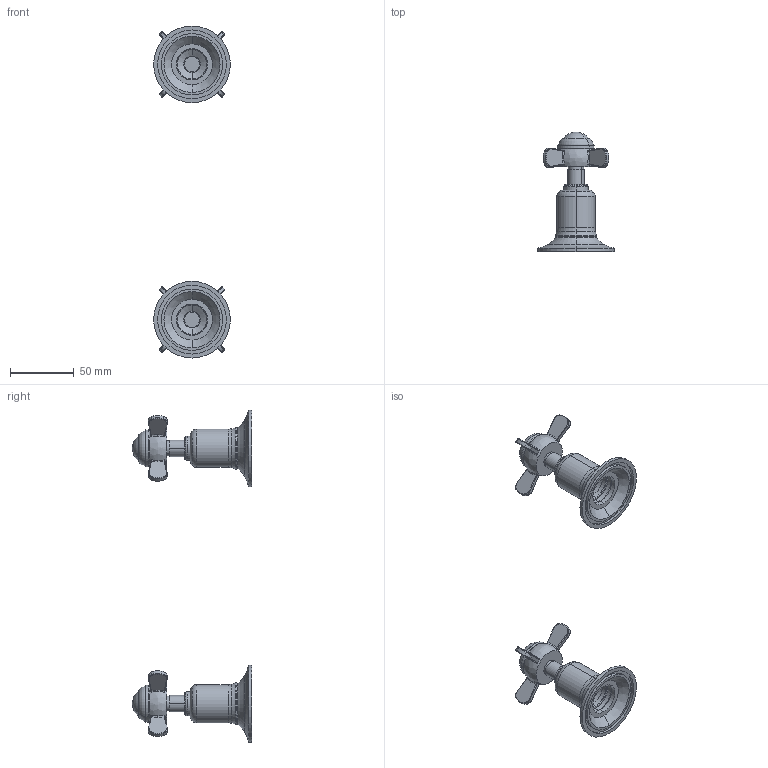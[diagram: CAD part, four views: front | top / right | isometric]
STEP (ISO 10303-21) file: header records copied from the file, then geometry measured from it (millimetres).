
FILE_DESCRIPTION((''),'2;1');
FILE_NAME('98089_ASM','2018-08-12T',('MQ'),(''),'PRO/ENGINEER BY PARAMETRIC TECHNOLOGY CORPORATION, 2012130','PRO/ENGINEER BY PARAMETRIC TECHNOLOGY CORPORATION, 2012130','');
FILE_SCHEMA(('CONFIG_CONTROL_DESIGN'));
Length unit declared in the file: millimetre
Products named in the file (15): MANIFOLD_SOLID_BREP_179_1; MANIFOLD_SOLID_BREP_185_1; MANIFOLD_SOLID_BREP_8482; MANIFOLD_SOLID_BREP_8570; MANIFOLD_SOLID_BREP_189_2_ASM; MANIFOLD_SOLID_BREP_9620; MANIFOLD_SOLID_BREP_9708; MANIFOLD_SOLID_BREP_190_2_ASM; ADMI2EE448WE_ASM_3_ASM; 85089A_ASM_2_ASM; ACCROSSHANDLE-04; ACCROSSHANDLE-03; ACC-05; ACCROSSHANDLE_ASM; 98089_ASM
Assembly tree (15 placements, depth 5):
  98089_ASM
    85089A_ASM_2_ASM
      ADMI2EE448WE_ASM_3_ASM
        MANIFOLD_SOLID_BREP_179_1
        MANIFOLD_SOLID_BREP_185_1
        MANIFOLD_SOLID_BREP_189_2_ASM
          MANIFOLD_SOLID_BREP_8482
          MANIFOLD_SOLID_BREP_8570
        MANIFOLD_SOLID_BREP_190_2_ASM
          MANIFOLD_SOLID_BREP_9620
          MANIFOLD_SOLID_BREP_9708
    ACCROSSHANDLE_ASM  x2
      ACCROSSHANDLE-04
      ACCROSSHANDLE-03
      ACC-05
Bounding box: 60 x 93.5 x 260 mm (x, y, z)
Volume: 80650.8 mm3; surface area: 46486.8 mm2
Topology: 12 solids, 12 shells, 370 faces, 824 edges, 494 vertices
Faces by surface type: cylinder 108, torus 100, plane 70, bspline 68, cone 20, sphere 4
Entity records: 8624 total; most frequent: CARTESIAN_POINT 2872, DIRECTION 1290, ORIENTED_EDGE 1076, AXIS2_PLACEMENT_3D 587, EDGE_CURVE 538, CIRCLE 330, VERTEX_POINT 323, EDGE_LOOP 273
